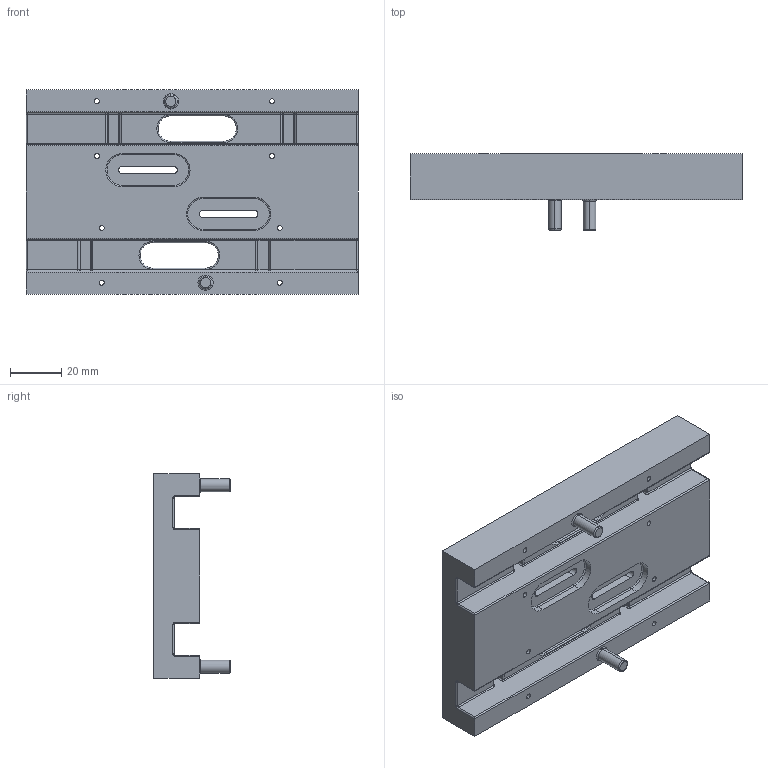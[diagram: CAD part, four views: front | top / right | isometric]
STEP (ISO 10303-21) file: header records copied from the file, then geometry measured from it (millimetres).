
FILE_DESCRIPTION (( 'STEP AP214' ), '1' );
FILE_NAME ('motor_support_accidentals_end.STEP', '2025-03-01T23:04:54', ( '' ), ( '' ), 'SwSTEP 2.0', 'SolidWorks 2024', '' );
FILE_SCHEMA (( 'AUTOMOTIVE_DESIGN' ));
Length unit declared in the file: millimetre
Products named in the file (1): motor_support_accidentals_end
Bounding box: 130 x 30 x 80 mm (x, y, z)
Volume: 144321 mm3; surface area: 36598.3 mm2
Topology: 1 solids, 1 shells, 210 faces, 500 edges, 280 vertices
Faces by surface type: cylinder 108, plane 46, torus 40, sphere 16
Entity records: 5963 total; most frequent: DIRECTION 1146, CARTESIAN_POINT 999, ORIENTED_EDGE 968, EDGE_CURVE 484, AXIS2_PLACEMENT_3D 459, VERTEX_POINT 280, CIRCLE 248, EDGE_LOOP 238
